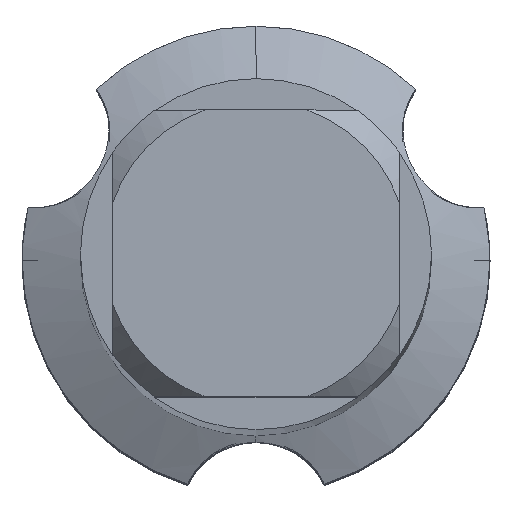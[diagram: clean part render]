
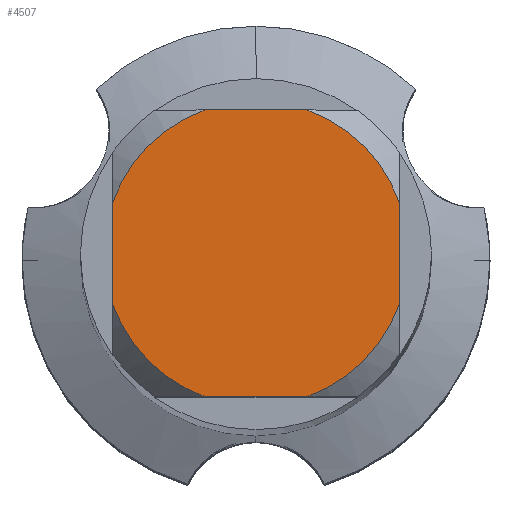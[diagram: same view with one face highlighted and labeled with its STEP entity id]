
A CAD part, top view. The second image highlights one B-rep face of the part: STEP entity #4507.
In plain terms, the highlighted planar face has unit normal (0, 0, 1).
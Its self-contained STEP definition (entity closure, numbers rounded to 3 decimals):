
#2301=EDGE_CURVE('',#4655,#3793,#6742,.T.);
#3793=VERTEX_POINT('',#8363);
#3845=VERTEX_POINT('',#8420);
#4163=VERTEX_POINT('',#8770);
#4369=EDGE_CURVE('',#5161,#4475,#8993,.T.);
#4475=VERTEX_POINT('',#9110);
#4491=EDGE_CURVE('',#4737,#5351,#9126,.T.);
#4507=ADVANCED_FACE('',(#9143),#9144,.T.);
#4655=VERTEX_POINT('',#9304);
#4737=VERTEX_POINT('',#9396);
#5005=EDGE_CURVE('',#4655,#5351,#9686,.T.);
#5161=VERTEX_POINT('',#9857);
#5275=EDGE_CURVE('',#4163,#4475,#9977,.T.);
#5317=EDGE_CURVE('',#4163,#3845,#10027,.T.);
#5351=VERTEX_POINT('',#10062);
#5967=EDGE_CURVE('',#4737,#3845,#10737,.T.);
#6029=EDGE_CURVE('',#5161,#3793,#10804,.T.);
#6742=CIRCLE('',#11651,2.6);
#8363=CARTESIAN_POINT('',(-2.45,-0.87,0.0));
#8420=CARTESIAN_POINT('',(2.45,0.87,0.0));
#8770=CARTESIAN_POINT('',(0.87,2.45,0.0));
#8993=CIRCLE('',#15519,2.6);
#9110=CARTESIAN_POINT('',(-0.87,2.45,0.0));
#9126=CIRCLE('',#15789,2.6);
#9143=FACE_OUTER_BOUND('',#15818,.T.);
#9144=PLANE('',#15819);
#9304=CARTESIAN_POINT('',(-0.87,-2.45,0.0));
#9396=CARTESIAN_POINT('',(2.45,-0.87,0.0));
#9686=LINE('',#16837,#16838);
#9857=CARTESIAN_POINT('',(-2.45,0.87,0.0));
#9977=LINE('',#17342,#17343);
#10027=CIRCLE('',#17434,2.6);
#10062=CARTESIAN_POINT('',(0.87,-2.45,0.0));
#10737=LINE('',#18664,#18665);
#10804=LINE('',#18775,#18776);
#11651=AXIS2_PLACEMENT_3D('',#20081,#20082,#20083);
#15519=AXIS2_PLACEMENT_3D('',#22616,#22617,#22618);
#15789=AXIS2_PLACEMENT_3D('',#22763,#22764,#22765);
#15818=EDGE_LOOP('',(#22781,#22782,#22783,#22784,#22785,#22786,#22787,#22788));
#15819=AXIS2_PLACEMENT_3D('',#22789,#22790,#22791);
#16837=CARTESIAN_POINT('',(0.0,-2.45,0.0));
#16838=VECTOR('',#23497,1.0);
#17342=CARTESIAN_POINT('',(0.0,2.45,0.0));
#17343=VECTOR('',#23931,1.0);
#17434=AXIS2_PLACEMENT_3D('',#24003,#24004,#24005);
#18664=CARTESIAN_POINT('',(2.45,0.65,0.0));
#18665=VECTOR('',#24726,1.0);
#18775=CARTESIAN_POINT('',(-2.45,0.65,0.0));
#18776=VECTOR('',#24784,1.0);
#20081=CARTESIAN_POINT('',(0.0,0.0,0.0));
#20082=DIRECTION('',(0.0,0.0,-1.0));
#20083=DIRECTION('',(0.0,1.0,0.0));
#22616=CARTESIAN_POINT('',(0.0,0.0,0.0));
#22617=DIRECTION('',(0.0,0.0,-1.0));
#22618=DIRECTION('',(0.0,1.0,0.0));
#22763=CARTESIAN_POINT('',(0.0,0.0,0.0));
#22764=DIRECTION('',(0.0,0.0,-1.0));
#22765=DIRECTION('',(0.0,1.0,0.0));
#22781=ORIENTED_EDGE('',*,*,#6029,.T.);
#22782=ORIENTED_EDGE('',*,*,#2301,.F.);
#22783=ORIENTED_EDGE('',*,*,#5005,.T.);
#22784=ORIENTED_EDGE('',*,*,#4491,.F.);
#22785=ORIENTED_EDGE('',*,*,#5967,.T.);
#22786=ORIENTED_EDGE('',*,*,#5317,.F.);
#22787=ORIENTED_EDGE('',*,*,#5275,.T.);
#22788=ORIENTED_EDGE('',*,*,#4369,.F.);
#22789=CARTESIAN_POINT('',(0.0,1.3,0.0));
#22790=DIRECTION('',(-0.0,0.0,1.0));
#22791=DIRECTION('',(0.0,-1.0,0.0));
#23497=DIRECTION('',(1.0,0.0,0.0));
#23931=DIRECTION('',(-1.0,0.0,0.0));
#24003=CARTESIAN_POINT('',(0.0,0.0,0.0));
#24004=DIRECTION('',(0.0,0.0,-1.0));
#24005=DIRECTION('',(0.0,1.0,0.0));
#24726=DIRECTION('',(-0.0,1.0,0.0));
#24784=DIRECTION('',(-0.0,-1.0,0.0));
